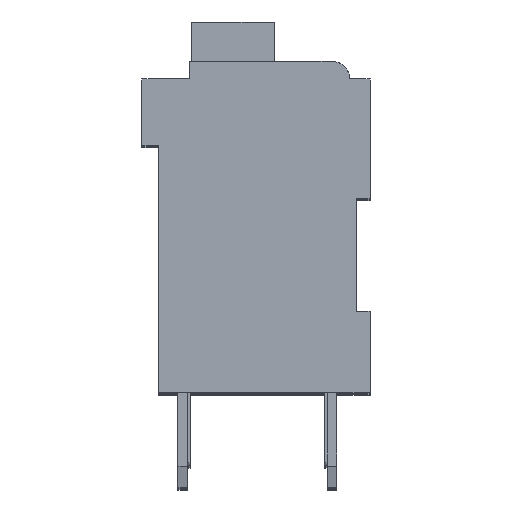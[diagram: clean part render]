
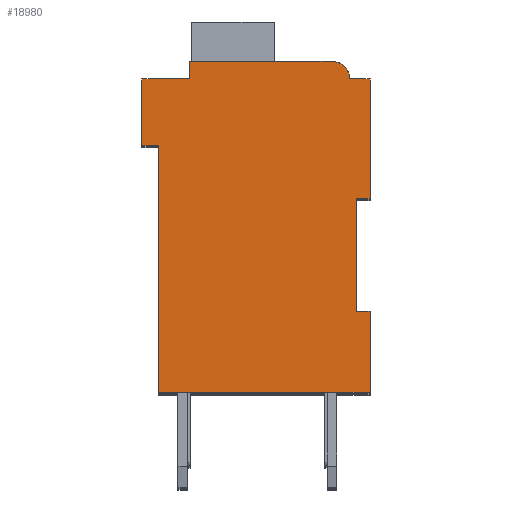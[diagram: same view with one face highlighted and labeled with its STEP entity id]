
A CAD part, top view. The second image highlights one B-rep face of the part: STEP entity #18980.
In plain terms, the highlighted planar face has unit normal (0, 0, 1).
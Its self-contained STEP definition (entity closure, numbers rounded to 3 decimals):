
#1930=DIRECTION('',(1.,0.,0.));
#1931=VECTOR('',#1930,0.5);
#1932=CARTESIAN_POINT('',(7.3,7.15,2.1));
#1933=LINE('',#1932,#1931);
#1934=DIRECTION('',(0.,1.,0.));
#1935=VECTOR('',#1934,4.15);
#1936=CARTESIAN_POINT('',(7.3,3.,2.1));
#1937=LINE('',#1936,#1935);
#1938=DIRECTION('',(-1.,0.,0.));
#1939=VECTOR('',#1938,0.5);
#1940=CARTESIAN_POINT('',(7.8,3.,2.1));
#1941=LINE('',#1940,#1939);
#1942=DIRECTION('',(0.,1.,0.));
#1943=VECTOR('',#1942,3.);
#1944=CARTESIAN_POINT('',(7.8,0.,2.1));
#1945=LINE('',#1944,#1943);
#1946=DIRECTION('',(1.,0.,0.));
#1947=VECTOR('',#1946,7.8);
#1948=CARTESIAN_POINT('',(0.,0.,2.1));
#1949=LINE('',#1948,#1947);
#1950=DIRECTION('',(0.,-1.,0.));
#1951=VECTOR('',#1950,9.1);
#1952=CARTESIAN_POINT('',(0.,9.1,2.1));
#1953=LINE('',#1952,#1951);
#1954=DIRECTION('',(1.,0.,0.));
#1955=VECTOR('',#1954,0.6);
#1956=CARTESIAN_POINT('',(-0.6,9.1,2.1));
#1957=LINE('',#1956,#1955);
#1958=DIRECTION('',(0.,-1.,0.));
#1959=VECTOR('',#1958,2.45);
#1960=CARTESIAN_POINT('',(-0.6,11.55,2.1));
#1961=LINE('',#1960,#1959);
#1962=DIRECTION('',(-1.,0.,0.));
#1963=VECTOR('',#1962,1.75);
#1964=CARTESIAN_POINT('',(1.15,11.55,2.1));
#1965=LINE('',#1964,#1963);
#1966=DIRECTION('',(0.,-1.,0.));
#1967=VECTOR('',#1966,0.65);
#1968=CARTESIAN_POINT('',(1.15,12.2,2.1));
#1969=LINE('',#1968,#1967);
#1970=DIRECTION('',(-1.,0.,0.));
#1971=VECTOR('',#1970,5.25);
#1972=CARTESIAN_POINT('',(6.4,12.2,2.1));
#1973=LINE('',#1972,#1971);
#1974=CARTESIAN_POINT('',(6.4,11.55,2.1));
#1975=DIRECTION('',(0.,0.,1.));
#1976=DIRECTION('',(1.,0.,0.));
#1977=AXIS2_PLACEMENT_3D('',#1974,#1975,#1976);
#1979=DIRECTION('',(-1.,0.,0.));
#1980=VECTOR('',#1979,0.75);
#1981=CARTESIAN_POINT('',(7.8,11.55,2.1));
#1982=LINE('',#1981,#1980);
#1983=DIRECTION('',(0.,1.,0.));
#1984=VECTOR('',#1983,4.4);
#1985=CARTESIAN_POINT('',(7.8,7.15,2.1));
#1986=LINE('',#1985,#1984);
#13091=CARTESIAN_POINT('',(7.3,7.15,2.1));
#13092=CARTESIAN_POINT('',(7.8,7.15,2.1));
#13093=VERTEX_POINT('',#13091);
#13094=VERTEX_POINT('',#13092);
#13095=CARTESIAN_POINT('',(7.8,11.55,2.1));
#13096=VERTEX_POINT('',#13095);
#13097=CARTESIAN_POINT('',(7.05,11.55,2.1));
#13098=VERTEX_POINT('',#13097);
#13099=CARTESIAN_POINT('',(6.4,12.2,2.1));
#13100=VERTEX_POINT('',#13099);
#13101=CARTESIAN_POINT('',(1.15,12.2,2.1));
#13102=VERTEX_POINT('',#13101);
#13103=CARTESIAN_POINT('',(1.15,11.55,2.1));
#13104=VERTEX_POINT('',#13103);
#13105=CARTESIAN_POINT('',(-0.6,11.55,2.1));
#13106=VERTEX_POINT('',#13105);
#13107=CARTESIAN_POINT('',(-0.6,9.1,2.1));
#13108=VERTEX_POINT('',#13107);
#13109=CARTESIAN_POINT('',(0.,9.1,2.1));
#13110=VERTEX_POINT('',#13109);
#13111=CARTESIAN_POINT('',(0.,0.,2.1));
#13112=VERTEX_POINT('',#13111);
#13113=CARTESIAN_POINT('',(7.8,0.,2.1));
#13114=VERTEX_POINT('',#13113);
#13115=CARTESIAN_POINT('',(7.8,3.,2.1));
#13116=VERTEX_POINT('',#13115);
#13117=CARTESIAN_POINT('',(7.3,3.,2.1));
#13118=VERTEX_POINT('',#13117);
#18950=CARTESIAN_POINT('',(0.,0.,2.1));
#18951=DIRECTION('',(0.,0.,1.));
#18952=DIRECTION('',(1.,0.,0.));
#18953=AXIS2_PLACEMENT_3D('',#18950,#18951,#18952);
#18954=PLANE('',#18953);
#18955=ORIENTED_EDGE('',*,*,#17196,.F.);
#18956=ORIENTED_EDGE('',*,*,#17861,.F.);
#18958=ORIENTED_EDGE('',*,*,#18957,.F.);
#18960=ORIENTED_EDGE('',*,*,#18959,.F.);
#18961=ORIENTED_EDGE('',*,*,#18233,.F.);
#18962=ORIENTED_EDGE('',*,*,#18110,.F.);
#18964=ORIENTED_EDGE('',*,*,#18963,.F.);
#18966=ORIENTED_EDGE('',*,*,#18965,.F.);
#18968=ORIENTED_EDGE('',*,*,#18967,.F.);
#18970=ORIENTED_EDGE('',*,*,#18969,.F.);
#18972=ORIENTED_EDGE('',*,*,#18971,.F.);
#18974=ORIENTED_EDGE('',*,*,#18973,.F.);
#18976=ORIENTED_EDGE('',*,*,#18975,.F.);
#18977=ORIENTED_EDGE('',*,*,#17557,.F.);
#18978=EDGE_LOOP('',(#18955,#18956,#18958,#18960,#18961,#18962,#18964,#18966,
#18968,#18970,#18972,#18974,#18976,#18977));
#18979=FACE_OUTER_BOUND('',#18978,.F.);
#1978=CIRCLE('',#1977,0.65);
#17196=EDGE_CURVE('',#13093,#13094,#1933,.T.);
#17557=EDGE_CURVE('',#13094,#13096,#1986,.T.);
#17861=EDGE_CURVE('',#13118,#13093,#1937,.T.);
#18110=EDGE_CURVE('',#13110,#13112,#1953,.T.);
#18233=EDGE_CURVE('',#13112,#13114,#1949,.T.);
#18957=EDGE_CURVE('',#13116,#13118,#1941,.T.);
#18959=EDGE_CURVE('',#13114,#13116,#1945,.T.);
#18963=EDGE_CURVE('',#13108,#13110,#1957,.T.);
#18965=EDGE_CURVE('',#13106,#13108,#1961,.T.);
#18967=EDGE_CURVE('',#13104,#13106,#1965,.T.);
#18969=EDGE_CURVE('',#13102,#13104,#1969,.T.);
#18971=EDGE_CURVE('',#13100,#13102,#1973,.T.);
#18973=EDGE_CURVE('',#13098,#13100,#1978,.T.);
#18975=EDGE_CURVE('',#13096,#13098,#1982,.T.);
#18980=ADVANCED_FACE('',(#18979),#18954,.T.);
